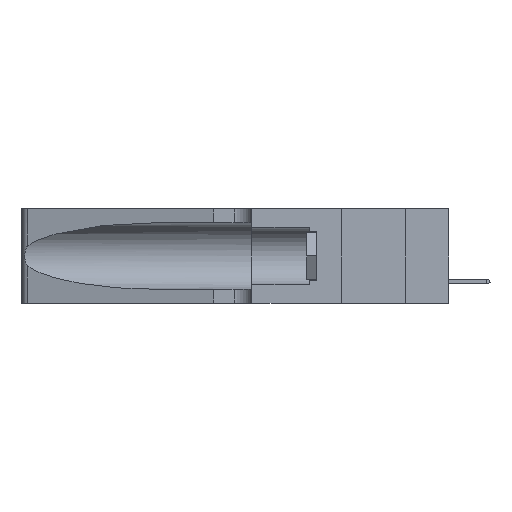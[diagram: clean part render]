
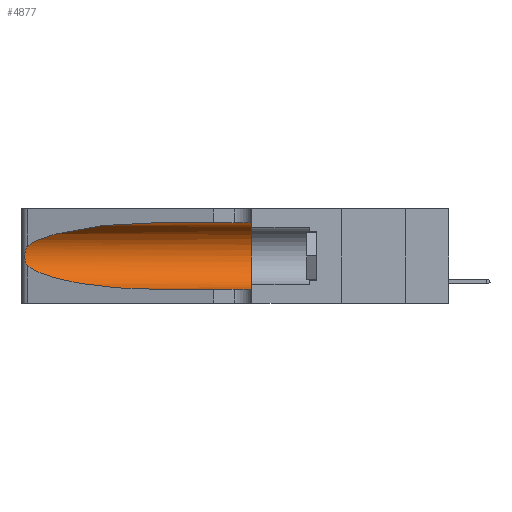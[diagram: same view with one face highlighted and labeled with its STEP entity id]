
A CAD part, left-side view. The second image highlights one B-rep face of the part: STEP entity #4877.
In plain terms, the highlighted cylindrical face has radius 3.308 mm (diameter 6.617 mm), a partial arc.
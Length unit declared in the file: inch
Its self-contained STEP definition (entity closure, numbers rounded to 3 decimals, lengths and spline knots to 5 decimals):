
#24 = DIRECTION ( 'NONE',  ( 0., -1., 0. ) ) ;
#59 = CARTESIAN_POINT ( 'NONE',  ( 0.25854, 1.2359, 0.20912 ) ) ;
#195 = CARTESIAN_POINT ( 'NONE',  ( 0.25487, 1.22718, 0.14631 ) ) ;
#1274 = CARTESIAN_POINT ( 'NONE',  ( 0.26075, 1.23896, 0.19203 ) ) ;
#2998 = CARTESIAN_POINT ( 'NONE',  ( 0.1305, 1.61858, 0.185 ) ) ;
#3156 = DIRECTION ( 'NONE',  ( 0., 0., -1. ) ) ;
#3566 = CARTESIAN_POINT ( 'NONE',  ( 0.26075, 1.23896, 0.178 ) ) ;
#4021 = CARTESIAN_POINT ( 'NONE',  ( 0.25555, 1.22994, 0.2215 ) ) ;
#4799 = CARTESIAN_POINT ( 'NONE',  ( 0.25789, 1.23486, 0.15765 ) ) ;
#4877 = ADVANCED_FACE ( 'NONE', ( #36656 ), #8859, .F. ) ;
#5213 = DIRECTION ( 'NONE',  ( 0., 0., 1. ) ) ;
#6995 = AXIS2_PLACEMENT_3D ( 'NONE', #29586, #25761, #5213 ) ;
#7100 = CARTESIAN_POINT ( 'NONE',  ( 0.26018, 1.23835, 0.19895 ) ) ;
#8545 = CARTESIAN_POINT ( 'NONE',  ( 0.1305, 0.72297, 0.31525 ) ) ;
#8859 = CYLINDRICAL_SURFACE ( 'NONE', #20145, 0.13025 ) ;
#9738 = VECTOR ( 'NONE', #24, 39.37008 ) ;
#10505 = EDGE_CURVE ( 'NONE', #40795, #44581, #23976, .T. ) ;
#10725 = CARTESIAN_POINT ( 'NONE',  ( 0.25787, 1.23484, 0.2124 ) ) ;
#11646 = ORIENTED_EDGE ( 'NONE', *, *, #37786, .F. ) ;
#11718 = CARTESIAN_POINT ( 'NONE',  ( 0.25487, 1.22718, 0.22369 ) ) ;
#12174 = CARTESIAN_POINT ( 'NONE',  ( 0.1305, 0.35, 0.31525 ) ) ;
#12424 = VERTEX_POINT ( 'NONE', #32373 ) ;
#12518 = EDGE_CURVE ( 'NONE', #12424, #31848, #30723, .T. ) ;
#12873 = CARTESIAN_POINT ( 'NONE',  ( 0.1305, 0.72297, 0.31525 ) ) ;
#17420 = CARTESIAN_POINT ( 'NONE',  ( 0.25856, 1.23593, 0.16098 ) ) ;
#19538 = ORIENTED_EDGE ( 'NONE', *, *, #10505, .T. ) ;
#19792 = VERTEX_POINT ( 'NONE', #12174 ) ;
#19800 = VERTEX_POINT ( 'NONE', #25881 ) ;
#20145 = AXIS2_PLACEMENT_3D ( 'NONE', #2998, #34418, #3156 ) ;
#20901 = CARTESIAN_POINT ( 'NONE',  ( 0.25639, 1.23186, 0.15144 ) ) ;
#20930 = DIRECTION ( 'NONE',  ( 0., -1., 0. ) ) ;
#21182 = CARTESIAN_POINT ( 'NONE',  ( 0.18966, 0.96281, 0.05475 ) ) ;
#21718 = B_SPLINE_CURVE_WITH_KNOTS ( 'NONE', 3,
 ( #42948, #4021, #38433, #10725, #59, #7100, #1274, #3566, #31468, #17420, #4799, #20901, #27951, #25655 ),
 .UNSPECIFIED., .F., .F.,
 ( 4, 2, 2, 2, 2, 2, 4 ),
 ( 0., 0.00027, 0.00053, 0.00107, 0.0016, 0.00187, 0.00214 ),
 .UNSPECIFIED. ) ;
#21916 = LINE ( 'NONE', #39424, #42610 ) ;
#23976 =( BOUNDED_CURVE ( )  B_SPLINE_CURVE ( 3, ( #12873, #41018, #44049, #37117 ),
 .UNSPECIFIED., .F., .F. ) 
 B_SPLINE_CURVE_WITH_KNOTS ( ( 4, 4 ),
 ( 1.5708, 2.84003 ),
 .UNSPECIFIED. ) 
 CURVE ( )  GEOMETRIC_REPRESENTATION_ITEM ( )  RATIONAL_B_SPLINE_CURVE ( ( 1., 0.87, 0.87, 1. ) ) 
 REPRESENTATION_ITEM ( '' )  );
#24683 = EDGE_LOOP ( 'NONE', ( #19538, #42067, #25174, #34119, #32487, #11646 ) ) ;
#25174 = ORIENTED_EDGE ( 'NONE', *, *, #12518, .T. ) ;
#25655 = CARTESIAN_POINT ( 'NONE',  ( 0.25487, 1.22718, 0.14631 ) ) ;
#25761 = DIRECTION ( 'NONE',  ( 0., 1., 0. ) ) ;
#25881 = CARTESIAN_POINT ( 'NONE',  ( 0.1305, 0.35, 0.05475 ) ) ;
#26368 = CIRCLE ( 'NONE', #6995, 0.13025 ) ;
#27917 = CARTESIAN_POINT ( 'NONE',  ( 0.1305, 1.61858, 0.05475 ) ) ;
#27951 = CARTESIAN_POINT ( 'NONE',  ( 0.25555, 1.22993, 0.14849 ) ) ;
#29586 = CARTESIAN_POINT ( 'NONE',  ( 0.1305, 0.35, 0.185 ) ) ;
#30723 =( BOUNDED_CURVE ( )  B_SPLINE_CURVE ( 3, ( #195, #41441, #21182, #31614 ),
 .UNSPECIFIED., .F., .T. ) 
 B_SPLINE_CURVE_WITH_KNOTS ( ( 4, 4 ),
 ( 3.44316, 4.71239 ),
 .UNSPECIFIED. ) 
 CURVE ( )  GEOMETRIC_REPRESENTATION_ITEM ( )  RATIONAL_B_SPLINE_CURVE ( ( 1., 0.87, 0.87, 1. ) ) 
 REPRESENTATION_ITEM ( '' )  );
#31468 = CARTESIAN_POINT ( 'NONE',  ( 0.26017, 1.23833, 0.17102 ) ) ;
#31614 = CARTESIAN_POINT ( 'NONE',  ( 0.1305, 0.72297, 0.05475 ) ) ;
#31848 = VERTEX_POINT ( 'NONE', #33738 ) ;
#32373 = CARTESIAN_POINT ( 'NONE',  ( 0.25487, 1.22718, 0.14631 ) ) ;
#32487 = ORIENTED_EDGE ( 'NONE', *, *, #34088, .F. ) ;
#33738 = CARTESIAN_POINT ( 'NONE',  ( 0.1305, 0.72297, 0.05475 ) ) ;
#34088 = EDGE_CURVE ( 'NONE', #19792, #19800, #26368, .T. ) ;
#34119 = ORIENTED_EDGE ( 'NONE', *, *, #40317, .T. ) ;
#34418 = DIRECTION ( 'NONE',  ( 0., -1., 0. ) ) ;
#36656 = FACE_OUTER_BOUND ( 'NONE', #24683, .T. ) ;
#37117 = CARTESIAN_POINT ( 'NONE',  ( 0.25487, 1.22718, 0.22369 ) ) ;
#37786 = EDGE_CURVE ( 'NONE', #40795, #19792, #21916, .T. ) ;
#38433 = CARTESIAN_POINT ( 'NONE',  ( 0.25639, 1.23184, 0.21858 ) ) ;
#39424 = CARTESIAN_POINT ( 'NONE',  ( 0.1305, 1.61858, 0.31525 ) ) ;
#40317 = EDGE_CURVE ( 'NONE', #31848, #19800, #41792, .T. ) ;
#40795 = VERTEX_POINT ( 'NONE', #8545 ) ;
#41018 = CARTESIAN_POINT ( 'NONE',  ( 0.18966, 0.96281, 0.31525 ) ) ;
#41441 = CARTESIAN_POINT ( 'NONE',  ( 0.2373, 1.15595, 0.08982 ) ) ;
#41792 = LINE ( 'NONE', #27917, #9738 ) ;
#42067 = ORIENTED_EDGE ( 'NONE', *, *, #43904, .T. ) ;
#42610 = VECTOR ( 'NONE', #20930, 39.37008 ) ;
#42948 = CARTESIAN_POINT ( 'NONE',  ( 0.25487, 1.22718, 0.22369 ) ) ;
#43904 = EDGE_CURVE ( 'NONE', #44581, #12424, #21718, .T. ) ;
#44049 = CARTESIAN_POINT ( 'NONE',  ( 0.2373, 1.15595, 0.28018 ) ) ;
#44581 = VERTEX_POINT ( 'NONE', #11718 ) ;
